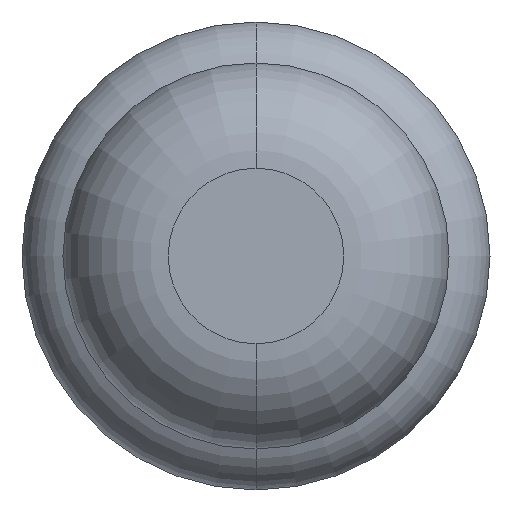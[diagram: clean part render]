
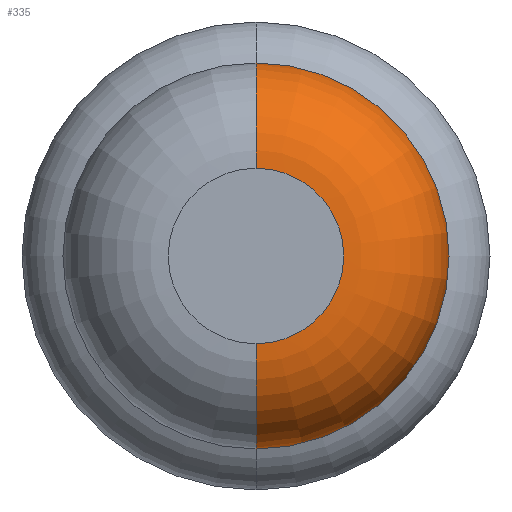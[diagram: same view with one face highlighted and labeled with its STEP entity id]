
A CAD part, front view. The second image highlights one B-rep face of the part: STEP entity #335.
In plain terms, the highlighted toroidal (fillet/blend) face has major radius 0.375 mm and minor radius 0.45 mm.
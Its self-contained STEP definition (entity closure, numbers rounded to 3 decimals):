
#28 = EDGE_CURVE ( 'Defeature ausgef�hrt1_6+Defeature ausgef�hrt1_5+Defeature ausgef�hrt1_5+Defeature ausgef�hrt1_5', #1652, #2053, #1220, .T. ) ;
#79 = DIRECTION ( 'NONE',  ( 0., 0., 1. ) ) ;
#124 = CARTESIAN_POINT ( 'NONE',  ( 0., -26.95, 0.825 ) ) ;
#132 = CARTESIAN_POINT ( 'NONE',  ( 0., -26.95, 0. ) ) ;
#313 = CARTESIAN_POINT ( 'NONE',  ( 0., -26.95, -0.825 ) ) ;
#335 = ADVANCED_FACE ( 'Defeature ausgef�hrt1_5', ( #1429 ), #669, .T. ) ;
#432 = VERTEX_POINT ( 'NONE', #657 ) ;
#577 = CARTESIAN_POINT ( 'NONE',  ( 0., -26.95, 0. ) ) ;
#657 = CARTESIAN_POINT ( 'NONE',  ( 0., -27.4, 0.375 ) ) ;
#669 = TOROIDAL_SURFACE ( 'NONE', #2313, 0.375, 0.45 ) ;
#783 = EDGE_CURVE ( 'NONE', #808, #2053, #1711, .T. ) ;
#808 = VERTEX_POINT ( 'NONE', #1981 ) ;
#848 = ORIENTED_EDGE ( 'NONE', *, *, #28, .F. ) ;
#1080 = DIRECTION ( 'NONE',  ( 0., 1., 0. ) ) ;
#1105 = DIRECTION ( 'NONE',  ( 0., 0., -1. ) ) ;
#1144 = DIRECTION ( 'NONE',  ( 0., 1., 0. ) ) ;
#1220 = CIRCLE ( 'NONE', #1497, 0.825 ) ;
#1289 = ORIENTED_EDGE ( 'NONE', *, *, #3062, .T. ) ;
#1359 = DIRECTION ( 'NONE',  ( 0., 0., 1. ) ) ;
#1389 = AXIS2_PLACEMENT_3D ( 'NONE', #1574, #1840, #2350 ) ;
#1429 = FACE_OUTER_BOUND ( 'NONE', #2968, .T. ) ;
#1497 = AXIS2_PLACEMENT_3D ( 'NONE', #132, #1144, #2446 ) ;
#1574 = CARTESIAN_POINT ( 'NONE',  ( 0., -26.95, 0.375 ) ) ;
#1595 = CARTESIAN_POINT ( 'NONE',  ( 0., -27.4, 0. ) ) ;
#1652 = VERTEX_POINT ( 'NONE', #124 ) ;
#1711 = CIRCLE ( 'NONE', #2798, 0.45 ) ;
#1840 = DIRECTION ( 'NONE',  ( -1., 0., 0. ) ) ;
#1895 = DIRECTION ( 'NONE',  ( 1., 0., 0. ) ) ;
#1981 = CARTESIAN_POINT ( 'NONE',  ( 0., -27.4, -0.375 ) ) ;
#2029 = EDGE_CURVE ( 'NONE', #432, #1652, #2726, .T. ) ;
#2053 = VERTEX_POINT ( 'NONE', #313 ) ;
#2161 = ORIENTED_EDGE ( 'NONE', *, *, #783, .T. ) ;
#2313 = AXIS2_PLACEMENT_3D ( 'NONE', #577, #3116, #1359 ) ;
#2350 = DIRECTION ( 'NONE',  ( 0., 0., 1. ) ) ;
#2446 = DIRECTION ( 'NONE',  ( 0., 0., 1. ) ) ;
#2652 = CARTESIAN_POINT ( 'NONE',  ( 0., -26.95, -0.375 ) ) ;
#2726 = CIRCLE ( 'NONE', #1389, 0.45 ) ;
#2798 = AXIS2_PLACEMENT_3D ( 'NONE', #2652, #1895, #1105 ) ;
#2968 = EDGE_LOOP ( 'NONE', ( #1289, #2161, #848, #3223 ) ) ;
#3009 = CIRCLE ( 'NONE', #3236, 0.375 ) ;
#3062 = EDGE_CURVE ( 'Defeature ausgef�hrt1_5+Defeature ausgef�hrt1_4+Defeature ausgef�hrt1_4+Defeature ausgef�hrt1_4', #432, #808, #3009, .T. ) ;
#3116 = DIRECTION ( 'NONE',  ( 0., 1., 0. ) ) ;
#3223 = ORIENTED_EDGE ( 'NONE', *, *, #2029, .F. ) ;
#3236 = AXIS2_PLACEMENT_3D ( 'NONE', #1595, #1080, #79 ) ;
